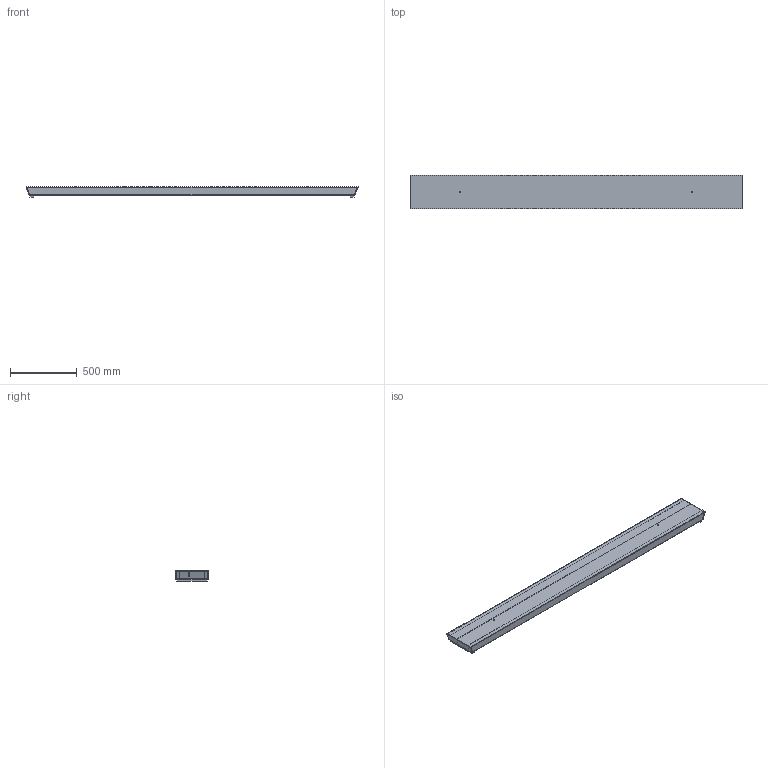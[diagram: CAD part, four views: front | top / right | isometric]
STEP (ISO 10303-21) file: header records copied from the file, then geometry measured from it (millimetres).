
FILE_DESCRIPTION(('STEP AP214'),'1');
FILE_NAME('BDS-12 - 3D View.stp','2022-10-18T11:28:06',(' '),(' '),'Spatial InterOp 3D',' ',' ');
FILE_SCHEMA(('AUTOMOTIVE_DESIGN { 1 0 10303 214 1 1 1 1 }'));
Length unit declared in the file: millimetre
Products named in the file (7): Drawing72; BD-S-00-02 - BD-S-00-02-26877095-3D View; BD-S-00-05 - BD-S-00-05-26671686-3D View; BD-S-01-01 - BD-S-01-01-26877096-3D View; BD-S-00-01 - BD-S-00-01-26877097-3D View; BD-S-00-03 - BD-S-00-03-26671689-3D View; BD-S-00-04 - BD-S-00-04-26671690-3D View
Assembly tree (10 placements, depth 2):
  Drawing72
    BD-S-00-02 - BD-S-00-02-26877095-3D View  x2
    BD-S-00-05 - BD-S-00-05-26671686-3D View  x2
    BD-S-01-01 - BD-S-01-01-26877096-3D View
    BD-S-00-01 - BD-S-00-01-26877097-3D View
    BD-S-00-03 - BD-S-00-03-26671689-3D View  x2
    BD-S-00-04 - BD-S-00-04-26671690-3D View  x2
Bounding box: 2492 x 248 x 78 mm (x, y, z)
Volume: 4698450.3 mm3; surface area: 3368332.8 mm2
Topology: 10 solids, 10 shells, 90 faces, 204 edges, 136 vertices
Faces by surface type: plane 62, cylinder 28
Entity records: 2206 total; most frequent: DIRECTION 296, CARTESIAN_POINT 277, ORIENTED_EDGE 252, EDGE_CURVE 126, AXIS2_PLACEMENT_3D 103, LINE 90, VECTOR 90, VERTEX_POINT 84
